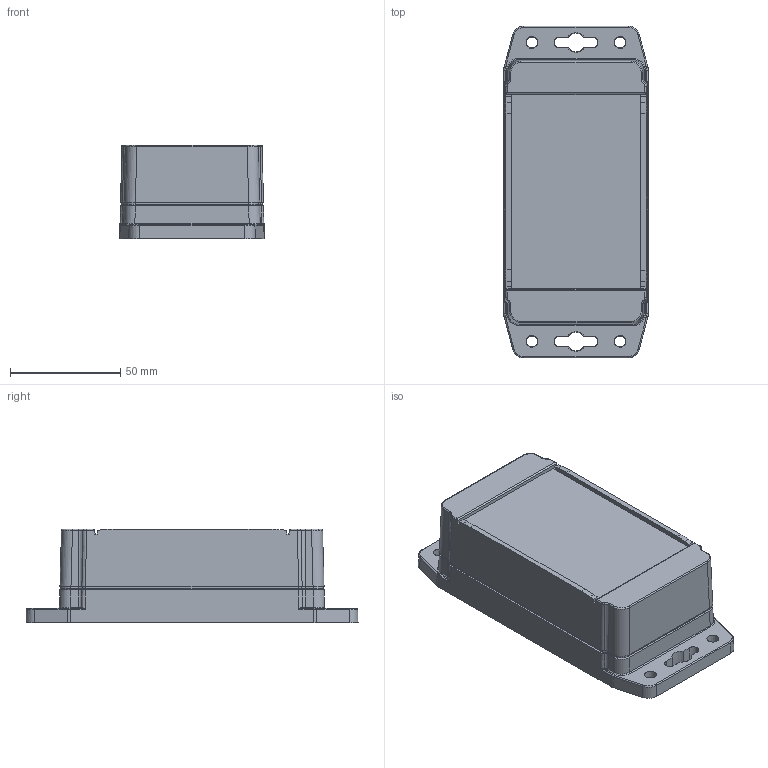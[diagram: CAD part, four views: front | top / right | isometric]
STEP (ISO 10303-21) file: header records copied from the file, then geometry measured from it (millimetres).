
FILE_DESCRIPTION(/* description */ (''),/* implementation_level */ '2;1');
FILE_NAME(/* name */ '1555CF22.iam.stp',/* time_stamp */ '2016-01-06T07:40:06-05:00',/* author */ ('rboehler'),/* organization */ (''),/* preprocessor_version */ 'ST-DEVELOPER v16.1',/* originating_system */ 'Autodesk Inventor 2016',/* authorisation */ '');
FILE_SCHEMA (('AUTOMOTIVE_DESIGN { 1 0 10303 214 3 1 1 }'));
Products named in the file (6): 1555CF LID; 1555CF22  BOX; 1555CF Panel; SC576 (screw M4-0.7X 20mm PN); IN-M4 (insert M4-0.7X5.75mm SS); 1555CF22
Assembly tree (11 placements, depth 2):
  1555CF22
    1555CF LID
    1555CF22  BOX
    1555CF Panel
    SC576 (screw M4-0.7X 20mm PN)  x4
    IN-M4 (insert M4-0.7X5.75mm SS)  x4
Bounding box: 65.79 x 150.79 x 42.5 mm (x, y, z)
Volume: 118329.2 mm3; surface area: 86050.1 mm2
Topology: 11 solids, 11 shells, 1140 faces, 2902 edges, 1872 vertices
Faces by surface type: plane 549, cone 192, bspline 185, cylinder 150, torus 40, sphere 24
Full cylindrical faces by diameter (mm): 3 x6, 3.251 x4, 3.43 x4, 3.5 x4, 3.88 x4, 5.334 x4, 5.537 x8, 6.35 x8, 7 x4
Entity records: 33983 total; most frequent: CARTESIAN_POINT 10624, ORIENTED_EDGE 4934, DIRECTION 4419, EDGE_CURVE 2467, VERTEX_POINT 1629, AXIS2_PLACEMENT_3D 1541, LINE 1337, VECTOR 1337
